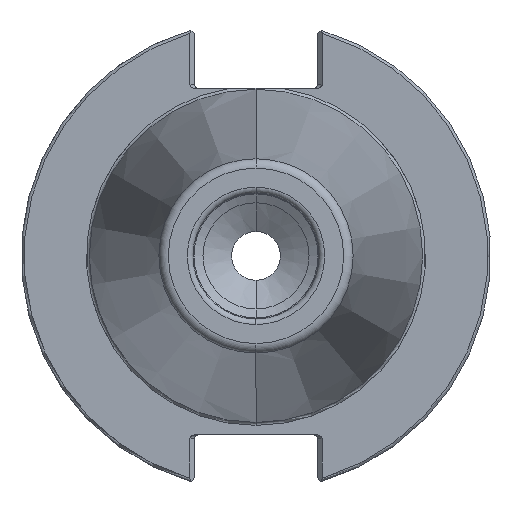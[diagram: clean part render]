
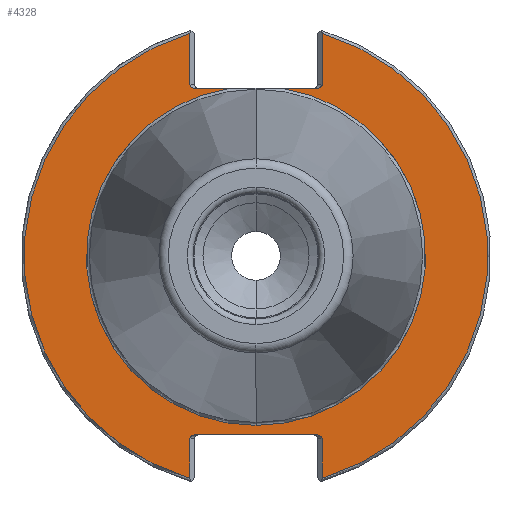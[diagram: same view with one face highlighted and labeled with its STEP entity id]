
A CAD part, left-side view. The second image highlights one B-rep face of the part: STEP entity #4328.
In plain terms, the highlighted planar face has unit normal (-1, 0, 0).
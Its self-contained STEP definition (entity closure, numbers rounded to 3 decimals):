
#3 = VERTEX_POINT ( 'NONE', #2488 ) ;
#35 = EDGE_CURVE ( 'NONE', #3334, #4660, #3612, .T. ) ;
#91 = CARTESIAN_POINT ( 'NONE',  ( 3.175, 35.525, 35.1 ) ) ;
#120 = EDGE_CURVE ( 'NONE', #3818, #1163, #2277, .T. ) ;
#129 = ORIENTED_EDGE ( 'NONE', *, *, #1225, .T. ) ;
#161 = DIRECTION ( 'NONE',  ( 1., 0., 0. ) ) ;
#186 = CARTESIAN_POINT ( 'NONE',  ( 3.175, -13.85, 35.9 ) ) ;
#219 = EDGE_CURVE ( 'NONE', #992, #3918, #4058, .T. ) ;
#241 = DIRECTION ( 'NONE',  ( 0., 1., 0. ) ) ;
#259 = ORIENTED_EDGE ( 'NONE', *, *, #219, .T. ) ;
#312 = CARTESIAN_POINT ( 'NONE',  ( 3.175, 12.719, -37.5 ) ) ;
#325 = CARTESIAN_POINT ( 'NONE',  ( 3.175, 13.85, 35.9 ) ) ;
#333 = CARTESIAN_POINT ( 'NONE',  ( 3.175, 0., 0. ) ) ;
#388 = CARTESIAN_POINT ( 'NONE',  ( 3.175, 0., 0. ) ) ;
#391 =( BOUNDED_CURVE ( )  B_SPLINE_CURVE ( 3, ( #186, #2562, #1375, #4189 ),
 .UNSPECIFIED., .F., .F. ) 
 B_SPLINE_CURVE_WITH_KNOTS ( ( 4, 4 ),
 ( 3.142, 4.712 ),
 .UNSPECIFIED. ) 
 CURVE ( )  GEOMETRIC_REPRESENTATION_ITEM ( )  RATIONAL_B_SPLINE_CURVE ( ( 1., 0.805, 0.805, 1. ) ) 
 REPRESENTATION_ITEM ( '' )  );
#416 = CIRCLE ( 'NONE', #3087, 48.612 ) ;
#444 = CARTESIAN_POINT ( 'NONE',  ( 3.175, 12.719, 35.1 ) ) ;
#453 = DIRECTION ( 'NONE',  ( -1., 0., 0. ) ) ;
#464 = CARTESIAN_POINT ( 'NONE',  ( 3.175, 0., 0. ) ) ;
#549 = CARTESIAN_POINT ( 'NONE',  ( 3.175, 0., -35.525 ) ) ;
#554 = DIRECTION ( 'NONE',  ( 0., 0., 1. ) ) ;
#567 = DIRECTION ( 'NONE',  ( 0., 0., 1. ) ) ;
#568 = ORIENTED_EDGE ( 'NONE', *, *, #2920, .F. ) ;
#602 = AXIS2_PLACEMENT_3D ( 'NONE', #333, #3097, #731 ) ;
#607 = CARTESIAN_POINT ( 'NONE',  ( 3.175, -13.85, -38.3 ) ) ;
#691 = CARTESIAN_POINT ( 'NONE',  ( 3.175, -13.85, -38.3 ) ) ;
#731 = DIRECTION ( 'NONE',  ( 0., 0., 1. ) ) ;
#789 = DIRECTION ( 'NONE',  ( 0., 0., 1. ) ) ;
#799 = CARTESIAN_POINT ( 'NONE',  ( 3.175, 5.479, 35.1 ) ) ;
#841 = CARTESIAN_POINT ( 'NONE',  ( 3.175, 35.525, 35.1 ) ) ;
#901 = CARTESIAN_POINT ( 'NONE',  ( 3.175, 12.719, -37.5 ) ) ;
#904 = AXIS2_PLACEMENT_3D ( 'NONE', #3311, #161, #2926 ) ;
#992 = VERTEX_POINT ( 'NONE', #4893 ) ;
#1009 = DIRECTION ( 'NONE',  ( 0., 0., -1. ) ) ;
#1016 = VECTOR ( 'NONE', #1009, 1000. ) ;
#1075 = CARTESIAN_POINT ( 'NONE',  ( 3.175, 13.85, -38.3 ) ) ;
#1080 = CARTESIAN_POINT ( 'NONE',  ( 3.175, -5.479, 35.1 ) ) ;
#1163 = VERTEX_POINT ( 'NONE', #2080 ) ;
#1189 = ORIENTED_EDGE ( 'NONE', *, *, #35, .F. ) ;
#1204 = LINE ( 'NONE', #1892, #3298 ) ;
#1225 = EDGE_CURVE ( 'NONE', #1490, #2893, #3406, .T. ) ;
#1246 = CARTESIAN_POINT ( 'NONE',  ( 3.175, -13.85, 46.598 ) ) ;
#1270 = CARTESIAN_POINT ( 'NONE',  ( 3.175, 13.381, 35.1 ) ) ;
#1348 = VECTOR ( 'NONE', #554, 1000. ) ;
#1375 = CARTESIAN_POINT ( 'NONE',  ( 3.175, -13.381, 35.1 ) ) ;
#1422 = ORIENTED_EDGE ( 'NONE', *, *, #4829, .F. ) ;
#1425 = ORIENTED_EDGE ( 'NONE', *, *, #3734, .T. ) ;
#1432 = ORIENTED_EDGE ( 'NONE', *, *, #4981, .F. ) ;
#1475 = VECTOR ( 'NONE', #2143, 1000. ) ;
#1485 = EDGE_CURVE ( 'NONE', #4898, #4660, #4676, .T. ) ;
#1490 = VERTEX_POINT ( 'NONE', #2256 ) ;
#1565 = VERTEX_POINT ( 'NONE', #3922 ) ;
#1647 = AXIS2_PLACEMENT_3D ( 'NONE', #464, #453, #567 ) ;
#1671 = ORIENTED_EDGE ( 'NONE', *, *, #3637, .T. ) ;
#1722 = DIRECTION ( 'NONE',  ( -1., 0., 0. ) ) ;
#1782 = CARTESIAN_POINT ( 'NONE',  ( 3.175, -13.85, 0. ) ) ;
#1816 = VECTOR ( 'NONE', #2476, 1000. ) ;
#1889 = CARTESIAN_POINT ( 'NONE',  ( 3.175, 13.85, 35.9 ) ) ;
#1892 = CARTESIAN_POINT ( 'NONE',  ( 3.175, -13.85, -49.212 ) ) ;
#1991 = VERTEX_POINT ( 'NONE', #549 ) ;
#2055 = ORIENTED_EDGE ( 'NONE', *, *, #120, .T. ) ;
#2080 = CARTESIAN_POINT ( 'NONE',  ( 3.175, 13.85, -38.3 ) ) ;
#2143 = DIRECTION ( 'NONE',  ( 0., 0., 1. ) ) ;
#2256 = CARTESIAN_POINT ( 'NONE',  ( 3.175, 12.719, 35.1 ) ) ;
#2277 = LINE ( 'NONE', #4154, #1348 ) ;
#2278 = CARTESIAN_POINT ( 'NONE',  ( 3.175, 13.85, -37.831 ) ) ;
#2298 = ORIENTED_EDGE ( 'NONE', *, *, #4801, .T. ) ;
#2476 = DIRECTION ( 'NONE',  ( 0., 1., 0. ) ) ;
#2488 = CARTESIAN_POINT ( 'NONE',  ( 3.175, 13.85, 46.598 ) ) ;
#2524 = ORIENTED_EDGE ( 'NONE', *, *, #3521, .T. ) ;
#2562 = CARTESIAN_POINT ( 'NONE',  ( 3.175, -13.85, 35.431 ) ) ;
#2572 =( BOUNDED_CURVE ( )  B_SPLINE_CURVE ( 3, ( #1075, #2278, #2689, #312 ),
 .UNSPECIFIED., .F., .F. ) 
 B_SPLINE_CURVE_WITH_KNOTS ( ( 4, 4 ),
 ( 3.142, 4.712 ),
 .UNSPECIFIED. ) 
 CURVE ( )  GEOMETRIC_REPRESENTATION_ITEM ( )  RATIONAL_B_SPLINE_CURVE ( ( 1., 0.805, 0.805, 1. ) ) 
 REPRESENTATION_ITEM ( '' )  );
#2586 = EDGE_CURVE ( 'NONE', #1565, #2862, #4009, .T. ) ;
#2689 = CARTESIAN_POINT ( 'NONE',  ( 3.175, 13.381, -37.5 ) ) ;
#2710 = DIRECTION ( 'NONE',  ( 0., 0., 1. ) ) ;
#2809 = DIRECTION ( 'NONE',  ( 0., -1., 0. ) ) ;
#2862 = VERTEX_POINT ( 'NONE', #691 ) ;
#2879 = EDGE_CURVE ( 'NONE', #1163, #3049, #2572, .T. ) ;
#2893 = VERTEX_POINT ( 'NONE', #1889 ) ;
#2920 = EDGE_CURVE ( 'NONE', #1991, #3918, #4151, .T. ) ;
#2926 = DIRECTION ( 'NONE',  ( 0., 0., -1. ) ) ;
#2957 = VECTOR ( 'NONE', #241, 1000. ) ;
#3049 = VERTEX_POINT ( 'NONE', #901 ) ;
#3087 = AXIS2_PLACEMENT_3D ( 'NONE', #4142, #1722, #4552 ) ;
#3097 = DIRECTION ( 'NONE',  ( -1., 0., 0. ) ) ;
#3124 = LINE ( 'NONE', #3805, #1016 ) ;
#3156 = DIRECTION ( 'NONE',  ( -1., 0., 0. ) ) ;
#3192 = VECTOR ( 'NONE', #2809, 1000. ) ;
#3205 = CARTESIAN_POINT ( 'NONE',  ( 3.175, -13.85, -37.5 ) ) ;
#3298 = VECTOR ( 'NONE', #2710, 1000. ) ;
#3303 = LINE ( 'NONE', #3205, #3192 ) ;
#3311 = CARTESIAN_POINT ( 'NONE',  ( 3.175, 35.525, 0. ) ) ;
#3334 = VERTEX_POINT ( 'NONE', #3931 ) ;
#3406 =( BOUNDED_CURVE ( )  B_SPLINE_CURVE ( 3, ( #444, #1270, #4713, #325 ),
 .UNSPECIFIED., .F., .F. ) 
 B_SPLINE_CURVE_WITH_KNOTS ( ( 4, 4 ),
 ( 4.712, 6.283 ),
 .UNSPECIFIED. ) 
 CURVE ( )  GEOMETRIC_REPRESENTATION_ITEM ( )  RATIONAL_B_SPLINE_CURVE ( ( 1., 0.805, 0.805, 1. ) ) 
 REPRESENTATION_ITEM ( '' )  );
#3428 = ORIENTED_EDGE ( 'NONE', *, *, #5122, .F. ) ;
#3521 = EDGE_CURVE ( 'NONE', #3049, #1565, #3303, .T. ) ;
#3612 = LINE ( 'NONE', #1782, #1475 ) ;
#3637 = EDGE_CURVE ( 'NONE', #4503, #1490, #4919, .T. ) ;
#3734 = EDGE_CURVE ( 'NONE', #3, #3818, #416, .T. ) ;
#3805 = CARTESIAN_POINT ( 'NONE',  ( 3.175, 13.85, 0. ) ) ;
#3816 = ORIENTED_EDGE ( 'NONE', *, *, #1485, .T. ) ;
#3818 = VERTEX_POINT ( 'NONE', #4193 ) ;
#3918 = VERTEX_POINT ( 'NONE', #1080 ) ;
#3922 = CARTESIAN_POINT ( 'NONE',  ( 3.175, -12.719, -37.5 ) ) ;
#3931 = CARTESIAN_POINT ( 'NONE',  ( 3.175, -13.85, 35.9 ) ) ;
#4009 =( BOUNDED_CURVE ( )  B_SPLINE_CURVE ( 3, ( #4591, #4191, #4995, #607 ),
 .UNSPECIFIED., .F., .F. ) 
 B_SPLINE_CURVE_WITH_KNOTS ( ( 4, 4 ),
 ( 4.712, 6.283 ),
 .UNSPECIFIED. ) 
 CURVE ( )  GEOMETRIC_REPRESENTATION_ITEM ( )  RATIONAL_B_SPLINE_CURVE ( ( 1., 0.805, 0.805, 1. ) ) 
 REPRESENTATION_ITEM ( '' )  );
#4058 = LINE ( 'NONE', #841, #2957 ) ;
#4142 = CARTESIAN_POINT ( 'NONE',  ( 3.175, 0., 0. ) ) ;
#4145 = PLANE ( 'NONE',  #904 ) ;
#4151 = CIRCLE ( 'NONE', #5019, 35.525 ) ;
#4154 = CARTESIAN_POINT ( 'NONE',  ( 3.175, 13.85, -49.212 ) ) ;
#4189 = CARTESIAN_POINT ( 'NONE',  ( 3.175, -12.719, 35.1 ) ) ;
#4191 = CARTESIAN_POINT ( 'NONE',  ( 3.175, -13.381, -37.5 ) ) ;
#4193 = CARTESIAN_POINT ( 'NONE',  ( 3.175, 13.85, -46.598 ) ) ;
#4328 = ADVANCED_FACE ( 'NONE', ( #5029 ), #4145, .F. ) ;
#4444 = ORIENTED_EDGE ( 'NONE', *, *, #2879, .T. ) ;
#4503 = VERTEX_POINT ( 'NONE', #799 ) ;
#4552 = DIRECTION ( 'NONE',  ( 0., 0., 1. ) ) ;
#4591 = CARTESIAN_POINT ( 'NONE',  ( 3.175, -12.719, -37.5 ) ) ;
#4660 = VERTEX_POINT ( 'NONE', #1246 ) ;
#4672 = ORIENTED_EDGE ( 'NONE', *, *, #2586, .T. ) ;
#4676 = CIRCLE ( 'NONE', #1647, 48.612 ) ;
#4693 = CARTESIAN_POINT ( 'NONE',  ( 3.175, -13.85, -46.598 ) ) ;
#4713 = CARTESIAN_POINT ( 'NONE',  ( 3.175, 13.85, 35.431 ) ) ;
#4719 = EDGE_LOOP ( 'NONE', ( #2055, #4444, #2524, #4672, #3428, #3816, #1189, #2298, #259, #568, #1432, #1671, #129, #1422, #1425 ) ) ;
#4791 = CIRCLE ( 'NONE', #602, 35.525 ) ;
#4801 = EDGE_CURVE ( 'NONE', #3334, #992, #391, .T. ) ;
#4829 = EDGE_CURVE ( 'NONE', #3, #2893, #3124, .T. ) ;
#4893 = CARTESIAN_POINT ( 'NONE',  ( 3.175, -12.719, 35.1 ) ) ;
#4898 = VERTEX_POINT ( 'NONE', #4693 ) ;
#4919 = LINE ( 'NONE', #91, #1816 ) ;
#4981 = EDGE_CURVE ( 'NONE', #4503, #1991, #4791, .T. ) ;
#4995 = CARTESIAN_POINT ( 'NONE',  ( 3.175, -13.85, -37.831 ) ) ;
#5019 = AXIS2_PLACEMENT_3D ( 'NONE', #388, #3156, #789 ) ;
#5029 = FACE_OUTER_BOUND ( 'NONE', #4719, .T. ) ;
#5122 = EDGE_CURVE ( 'NONE', #4898, #2862, #1204, .T. ) ;
